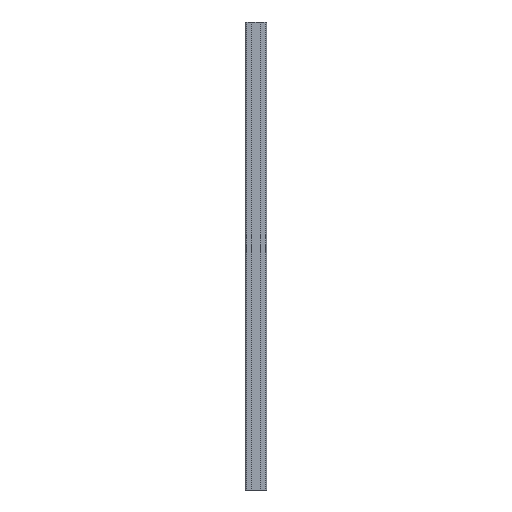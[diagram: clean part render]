
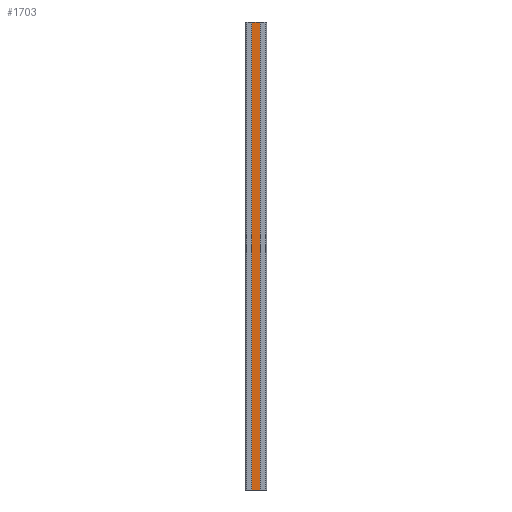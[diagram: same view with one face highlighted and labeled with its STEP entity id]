
A CAD part, left-side view. The second image highlights one B-rep face of the part: STEP entity #1703.
In plain terms, the highlighted planar face has unit normal (-1, 0, 0).
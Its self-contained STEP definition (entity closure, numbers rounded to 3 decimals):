
#77=PLANE($,#1830);
#160=FACE_OUTER_BOUND($,#244,.T.);
#244=EDGE_LOOP($,(#1509,#1510,#1511,#1512));
#338=LINE($,#2542,#544);
#449=LINE($,#2773,#655);
#450=LINE($,#2776,#656);
#451=LINE($,#2777,#657);
#544=VECTOR($,#2065,17.8);
#655=VECTOR($,#2276,1000.);
#656=VECTOR($,#2279,17.8);
#657=VECTOR($,#2280,1000.);
#791=VERTEX_POINT($,#2539);
#792=VERTEX_POINT($,#2541);
#862=VERTEX_POINT($,#2771);
#863=VERTEX_POINT($,#2775);
#989=EDGE_CURVE($,#791,#792,#338,.T.);
#1105=EDGE_CURVE($,#791,#862,#449,.T.);
#1106=EDGE_CURVE($,#862,#863,#450,.T.);
#1107=EDGE_CURVE($,#792,#863,#451,.T.);
#1509=ORIENTED_EDGE($,*,*,#1106,.T.);
#1510=ORIENTED_EDGE($,*,*,#1107,.F.);
#1511=ORIENTED_EDGE($,*,*,#989,.F.);
#1512=ORIENTED_EDGE($,*,*,#1105,.T.);
#1703=ADVANCED_FACE($,(#160),#77,.T.);
#1830=AXIS2_PLACEMENT_3D($,#2774,#2277,#2278);
#2065=DIRECTION($,(0.,1.,0.));
#2276=DIRECTION($,(0.,0.,1.));
#2277=DIRECTION('center_axis',(-1.,0.,0.));
#2278=DIRECTION('ref_axis',(0.,0.,1.));
#2279=DIRECTION($,(0.,1.,0.));
#2280=DIRECTION($,(0.,0.,1.));
#2539=CARTESIAN_POINT('',(-10.75,-8.9,0.));
#2541=CARTESIAN_POINT('',(-10.75,8.9,0.));
#2542=CARTESIAN_POINT($,(-10.75,-8.9,0.));
#2771=CARTESIAN_POINT('',(-10.75,-8.9,1000.));
#2773=CARTESIAN_POINT($,(-10.75,-8.9,0.));
#2774=CARTESIAN_POINT('Origin',(-10.75,0.,0.));
#2775=CARTESIAN_POINT('',(-10.75,8.9,1000.));
#2776=CARTESIAN_POINT($,(-10.75,0.,1000.));
#2777=CARTESIAN_POINT($,(-10.75,8.9,0.));
